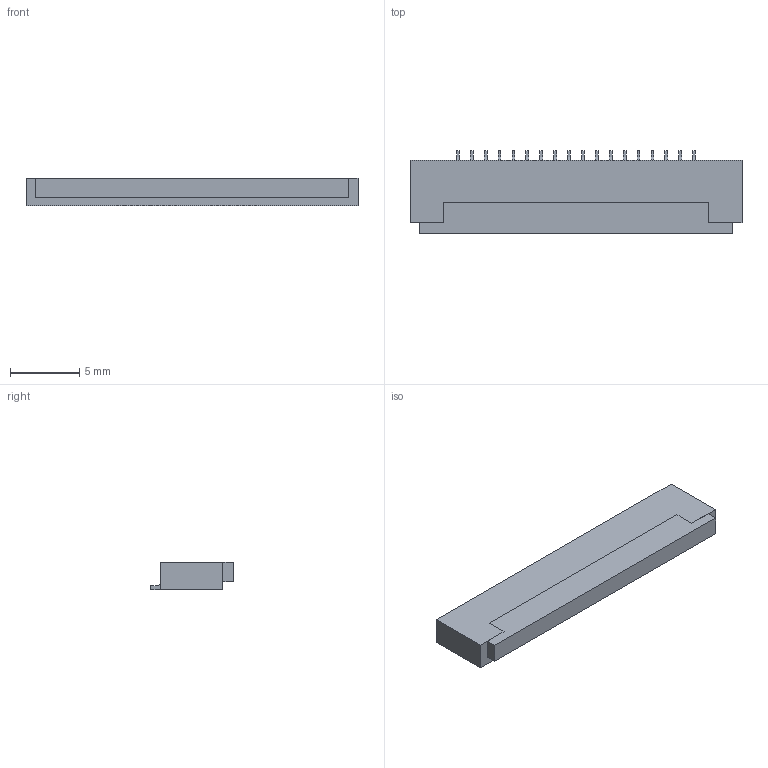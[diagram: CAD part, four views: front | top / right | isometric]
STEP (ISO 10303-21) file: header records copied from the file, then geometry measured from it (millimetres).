
FILE_DESCRIPTION(/* description */ (''),/* implementation_level */ '2;1');
FILE_NAME(/* name */ '1.0K-DX-18PWB.step',/* time_stamp */ '2023-09-18T15:44:14+03:00',/* author */ (''),/* organization */ (''),/* preprocessor_version */ 'ST-DEVELOPER v20',/* originating_system */ 'Autodesk Translation Framework v12.9.0.99',/* authorisation */ '');
FILE_SCHEMA (('AUTOMOTIVE_DESIGN { 1 0 10303 214 3 1 1 }'));
Length unit declared in the file: millimetre
Products named in the file (1): 1.0K-DX-nPWB
Bounding box: 23.9 x 5.95 x 2 mm (x, y, z)
Volume: 239.5 mm3; surface area: 504.5 mm2
Topology: 20 solids, 20 shells, 164 faces, 372 edges, 248 vertices
Faces by surface type: plane 164
Entity records: 4524 total; most frequent: CARTESIAN_POINT 785, ORIENTED_EDGE 744, DIRECTION 702, LINE 372, VECTOR 372, EDGE_CURVE 372, VERTEX_POINT 248, AXIS2_PLACEMENT_3D 165
